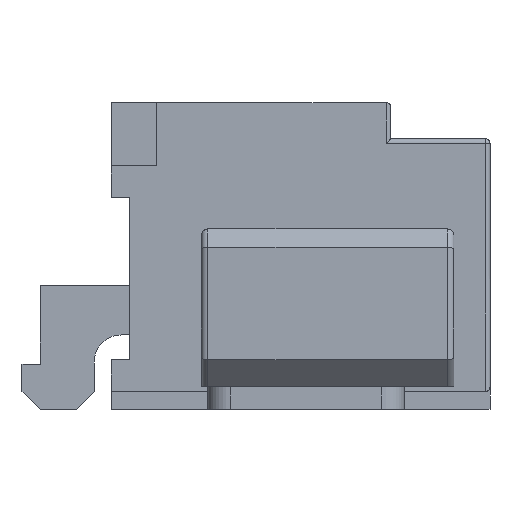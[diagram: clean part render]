
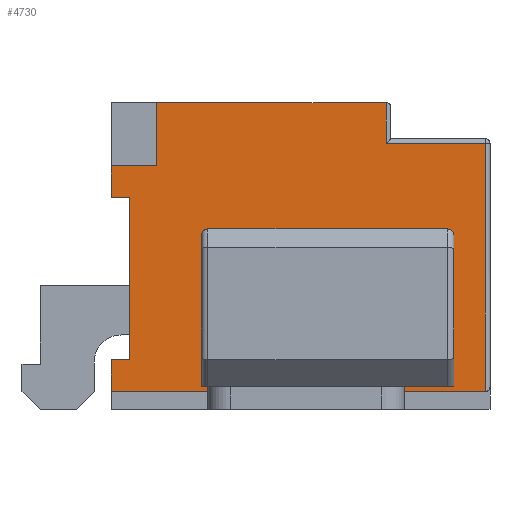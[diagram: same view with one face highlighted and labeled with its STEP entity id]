
A CAD part, left-side view. The second image highlights one B-rep face of the part: STEP entity #4730.
In plain terms, the highlighted planar face has unit normal (-1, 0, 0).
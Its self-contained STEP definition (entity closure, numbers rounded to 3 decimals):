
#2913 = EDGE_CURVE('',#2914,#2916,#2918,.T.);
#2914 = VERTEX_POINT('',#2915);
#2915 = CARTESIAN_POINT('',(-2.725,0.472,0.55
    ));
#2916 = VERTEX_POINT('',#2917);
#2917 = CARTESIAN_POINT('',(-2.725,0.472,2.35
    ));
#2918 = LINE('',#2919,#2920);
#2919 = CARTESIAN_POINT('',(-2.725,0.472,0.55
    ));
#2920 = VECTOR('',#2921,1.);
#2921 = DIRECTION('',(0.,0.,1.));
#3771 = EDGE_CURVE('',#3772,#3774,#3776,.T.);
#3772 = VERTEX_POINT('',#3773);
#3773 = CARTESIAN_POINT('',(-2.725,0.672,0.55
    ));
#3774 = VERTEX_POINT('',#3775);
#3775 = CARTESIAN_POINT('',(-2.725,0.672,0.2
    ));
#3776 = LINE('',#3777,#3778);
#3777 = CARTESIAN_POINT('',(-2.725,0.672,3.4
    ));
#3778 = VECTOR('',#3779,1.);
#3779 = DIRECTION('',(-0.,-0.,-1.));
#4403 = EDGE_CURVE('',#4404,#4406,#4408,.T.);
#4404 = VERTEX_POINT('',#4405);
#4405 = CARTESIAN_POINT('',(-2.725,0.172,3.4
    ));
#4406 = VERTEX_POINT('',#4407);
#4407 = CARTESIAN_POINT('',(-2.725,-2.378,
    3.4));
#4408 = LINE('',#4409,#4410);
#4409 = CARTESIAN_POINT('',(-2.725,0.672,3.4
    ));
#4410 = VECTOR('',#4411,1.);
#4411 = DIRECTION('',(0.,-1.,0.));
#4636 = VERTEX_POINT('',#4637);
#4637 = CARTESIAN_POINT('',(-2.725,0.672,2.35
    ));
#4643 = EDGE_CURVE('',#4644,#4636,#4646,.T.);
#4644 = VERTEX_POINT('',#4645);
#4645 = CARTESIAN_POINT('',(-2.725,0.672,2.7
    ));
#4646 = LINE('',#4647,#4648);
#4647 = CARTESIAN_POINT('',(-2.725,0.672,3.4
    ));
#4648 = VECTOR('',#4649,1.);
#4649 = DIRECTION('',(-0.,-0.,-1.));
#4730 = ADVANCED_FACE('',(#4731),#4793,.F.);
#4731 = FACE_BOUND('',#4732,.T.);
#4732 = EDGE_LOOP('',(#4733,#4734,#4740,#4741,#4749,#4757,#4765,#4771,
    #4772,#4780,#4786,#4787));
#4733 = ORIENTED_EDGE('',*,*,#2913,.F.);
#4734 = ORIENTED_EDGE('',*,*,#4735,.T.);
#4735 = EDGE_CURVE('',#2914,#3772,#4736,.T.);
#4736 = LINE('',#4737,#4738);
#4737 = CARTESIAN_POINT('',(-2.725,0.472,0.55
    ));
#4738 = VECTOR('',#4739,1.);
#4739 = DIRECTION('',(0.,1.,0.));
#4740 = ORIENTED_EDGE('',*,*,#3771,.T.);
#4741 = ORIENTED_EDGE('',*,*,#4742,.F.);
#4742 = EDGE_CURVE('',#4743,#3774,#4745,.T.);
#4743 = VERTEX_POINT('',#4744);
#4744 = CARTESIAN_POINT('',(-2.725,-3.478,
    0.2));
#4745 = LINE('',#4746,#4747);
#4746 = CARTESIAN_POINT('',(-2.725,0.672,0.2
    ));
#4747 = VECTOR('',#4748,1.);
#4748 = DIRECTION('',(0.,1.,0.));
#4749 = ORIENTED_EDGE('',*,*,#4750,.T.);
#4750 = EDGE_CURVE('',#4743,#4751,#4753,.T.);
#4751 = VERTEX_POINT('',#4752);
#4752 = CARTESIAN_POINT('',(-2.725,-3.478,
    2.95));
#4753 = LINE('',#4754,#4755);
#4754 = CARTESIAN_POINT('',(-2.725,-3.478,
    3.4));
#4755 = VECTOR('',#4756,1.);
#4756 = DIRECTION('',(0.,0.,1.));
#4757 = ORIENTED_EDGE('',*,*,#4758,.T.);
#4758 = EDGE_CURVE('',#4751,#4759,#4761,.T.);
#4759 = VERTEX_POINT('',#4760);
#4760 = CARTESIAN_POINT('',(-2.725,-2.378,
    2.95));
#4761 = LINE('',#4762,#4763);
#4762 = CARTESIAN_POINT('',(-2.725,0.672,2.95
    ));
#4763 = VECTOR('',#4764,1.);
#4764 = DIRECTION('',(0.,1.,0.));
#4765 = ORIENTED_EDGE('',*,*,#4766,.T.);
#4766 = EDGE_CURVE('',#4759,#4406,#4767,.T.);
#4767 = LINE('',#4768,#4769);
#4768 = CARTESIAN_POINT('',(-2.725,-2.378,
    3.4));
#4769 = VECTOR('',#4770,1.);
#4770 = DIRECTION('',(0.,0.,1.));
#4771 = ORIENTED_EDGE('',*,*,#4403,.F.);
#4772 = ORIENTED_EDGE('',*,*,#4773,.F.);
#4773 = EDGE_CURVE('',#4774,#4404,#4776,.T.);
#4774 = VERTEX_POINT('',#4775);
#4775 = CARTESIAN_POINT('',(-2.725,0.172,2.7
    ));
#4776 = LINE('',#4777,#4778);
#4777 = CARTESIAN_POINT('',(-2.725,0.172,2.7
    ));
#4778 = VECTOR('',#4779,1.);
#4779 = DIRECTION('',(0.,0.,1.));
#4780 = ORIENTED_EDGE('',*,*,#4781,.T.);
#4781 = EDGE_CURVE('',#4774,#4644,#4782,.T.);
#4782 = LINE('',#4783,#4784);
#4783 = CARTESIAN_POINT('',(-2.725,0.172,2.7
    ));
#4784 = VECTOR('',#4785,1.);
#4785 = DIRECTION('',(0.,1.,0.));
#4786 = ORIENTED_EDGE('',*,*,#4643,.T.);
#4787 = ORIENTED_EDGE('',*,*,#4788,.F.);
#4788 = EDGE_CURVE('',#2916,#4636,#4789,.T.);
#4789 = LINE('',#4790,#4791);
#4790 = CARTESIAN_POINT('',(-2.725,0.472,2.35
    ));
#4791 = VECTOR('',#4792,1.);
#4792 = DIRECTION('',(0.,1.,0.));
#4793 = PLANE('',#4794);
#4794 = AXIS2_PLACEMENT_3D('',#4795,#4796,#4797);
#4795 = CARTESIAN_POINT('',(-2.725,0.672,3.4
    ));
#4796 = DIRECTION('',(1.,0.,0.));
#4797 = DIRECTION('',(0.,1.,0.));
